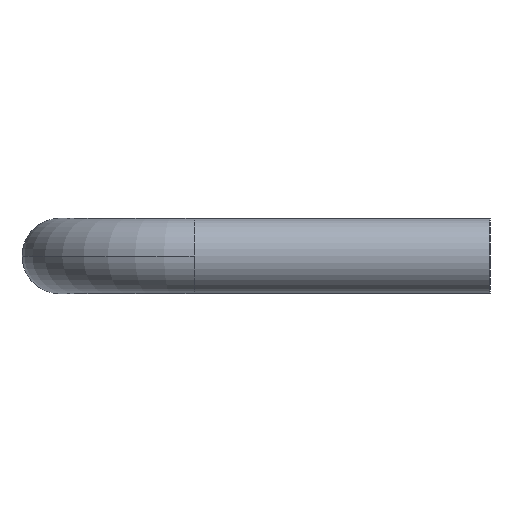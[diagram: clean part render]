
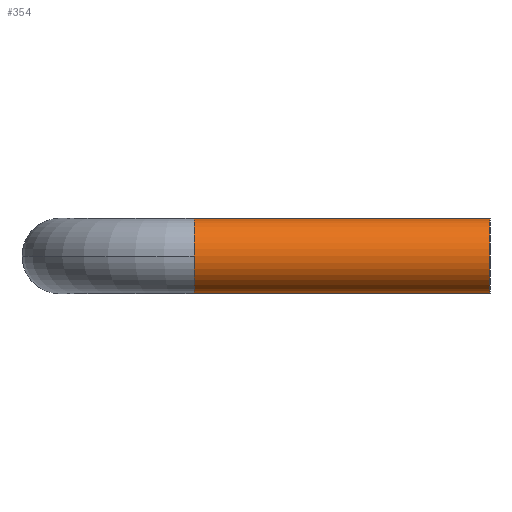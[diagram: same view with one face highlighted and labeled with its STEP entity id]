
A CAD part, left-side view. The second image highlights one B-rep face of the part: STEP entity #354.
In plain terms, the highlighted cylindrical face has radius 0.7 mm (diameter 1.4 mm), a partial arc.
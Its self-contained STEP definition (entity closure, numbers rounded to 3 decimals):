
#1 = DIRECTION ( 'NONE',  ( 0., 0., 1. ) ) ;
#2 = VERTEX_POINT ( 'NONE', #473 ) ;
#3 = ORIENTED_EDGE ( 'NONE', *, *, #135, .T. ) ;
#8 = AXIS2_PLACEMENT_3D ( 'NONE', #194, #233, #414 ) ;
#30 = CARTESIAN_POINT ( 'NONE',  ( 0., 5.5, 0.7 ) ) ;
#46 = DIRECTION ( 'NONE',  ( 0., 1., 0. ) ) ;
#53 = DIRECTION ( 'NONE',  ( 0., 1., 0. ) ) ;
#57 = CARTESIAN_POINT ( 'NONE',  ( 0., 0., 0.7 ) ) ;
#62 = CARTESIAN_POINT ( 'NONE',  ( 0., 0., -0.7 ) ) ;
#73 = CYLINDRICAL_SURFACE ( 'NONE', #8, 0.7 ) ;
#117 = DIRECTION ( 'NONE',  ( 0., 1., 0. ) ) ;
#127 = CIRCLE ( 'NONE', #492, 0.7 ) ;
#135 = EDGE_CURVE ( 'NONE', #299, #217, #419, .T. ) ;
#166 = EDGE_CURVE ( 'NONE', #299, #2, #343, .T. ) ;
#179 = AXIS2_PLACEMENT_3D ( 'NONE', #382, #117, #212 ) ;
#184 = EDGE_CURVE ( 'NONE', #2, #496, #420, .T. ) ;
#194 = CARTESIAN_POINT ( 'NONE',  ( 0., 0., 0. ) ) ;
#195 = EDGE_CURVE ( 'NONE', #496, #373, #127, .T. ) ;
#212 = DIRECTION ( 'NONE',  ( 0., 0., 1. ) ) ;
#217 = VERTEX_POINT ( 'NONE', #392 ) ;
#219 = CARTESIAN_POINT ( 'NONE',  ( 0., 5.5, 0. ) ) ;
#233 = DIRECTION ( 'NONE',  ( 0., 1., 0. ) ) ;
#252 = CARTESIAN_POINT ( 'NONE',  ( 0., 5.5, 0. ) ) ;
#258 = LINE ( 'NONE', #57, #409 ) ;
#279 = ORIENTED_EDGE ( 'NONE', *, *, #195, .F. ) ;
#283 = EDGE_CURVE ( 'NONE', #217, #373, #258, .T. ) ;
#289 = ORIENTED_EDGE ( 'NONE', *, *, #283, .T. ) ;
#299 = VERTEX_POINT ( 'NONE', #62 ) ;
#302 = ORIENTED_EDGE ( 'NONE', *, *, #184, .F. ) ;
#326 = VECTOR ( 'NONE', #46, 1000. ) ;
#333 = CARTESIAN_POINT ( 'NONE',  ( -0.7, 5.5, 0. ) ) ;
#343 = LINE ( 'NONE', #526, #326 ) ;
#354 = ADVANCED_FACE ( 'NONE', ( #555 ), #73, .T. ) ;
#373 = VERTEX_POINT ( 'NONE', #30 ) ;
#382 = CARTESIAN_POINT ( 'NONE',  ( 0., 0., 0. ) ) ;
#392 = CARTESIAN_POINT ( 'NONE',  ( 0., 0., 0.7 ) ) ;
#409 = VECTOR ( 'NONE', #495, 1000. ) ;
#414 = DIRECTION ( 'NONE',  ( 0., 0., 1. ) ) ;
#418 = ORIENTED_EDGE ( 'NONE', *, *, #166, .F. ) ;
#419 = CIRCLE ( 'NONE', #179, 0.7 ) ;
#420 = CIRCLE ( 'NONE', #559, 0.7 ) ;
#443 = DIRECTION ( 'NONE',  ( 0., 0., 1. ) ) ;
#473 = CARTESIAN_POINT ( 'NONE',  ( 0., 5.5, -0.7 ) ) ;
#492 = AXIS2_PLACEMENT_3D ( 'NONE', #219, #536, #443 ) ;
#495 = DIRECTION ( 'NONE',  ( 0., 1., 0. ) ) ;
#496 = VERTEX_POINT ( 'NONE', #333 ) ;
#516 = EDGE_LOOP ( 'NONE', ( #418, #3, #289, #279, #302 ) ) ;
#526 = CARTESIAN_POINT ( 'NONE',  ( 0., 0., -0.7 ) ) ;
#536 = DIRECTION ( 'NONE',  ( 0., 1., 0. ) ) ;
#555 = FACE_OUTER_BOUND ( 'NONE', #516, .T. ) ;
#559 = AXIS2_PLACEMENT_3D ( 'NONE', #252, #53, #1 ) ;
